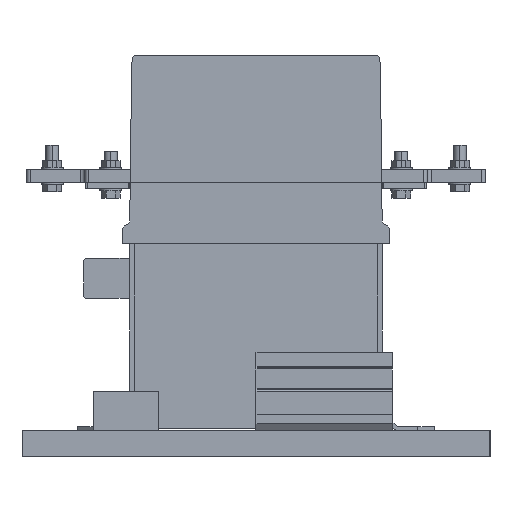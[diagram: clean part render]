
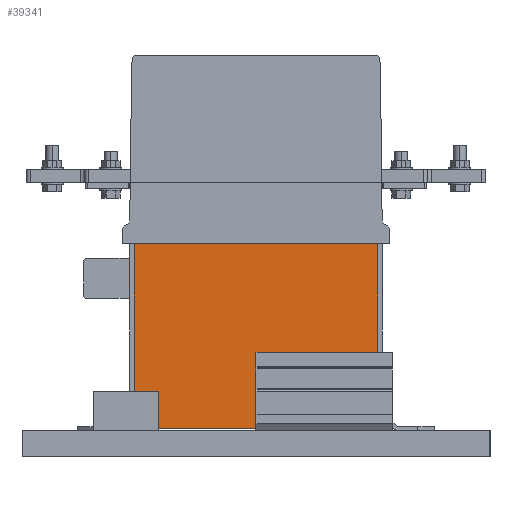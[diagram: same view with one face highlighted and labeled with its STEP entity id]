
A CAD part, left-side view. The second image highlights one B-rep face of the part: STEP entity #39341.
In plain terms, the highlighted planar face has unit normal (-1, 0, 0).
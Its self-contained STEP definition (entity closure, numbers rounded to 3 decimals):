
#39240=CARTESIAN_POINT('',(124.0,-93.767,163.884));
#39241=VERTEX_POINT('',#39240);
#39248=CARTESIAN_POINT('',(124.0,-93.767,21.617));
#39249=VERTEX_POINT('',#39248);
#39250=CARTESIAN_POINT('',(124.,-93.767,163.884));
#39251=DIRECTION('',(0.0,0.0,-1.0));
#39252=VECTOR('',#39251,142.268);
#39253=LINE('',#39250,#39252);
#39254=EDGE_CURVE('',#39241,#39249,#39253,.T.);
#39271=CARTESIAN_POINT('',(124.0,93.767,163.884));
#39272=VERTEX_POINT('',#39271);
#39279=CARTESIAN_POINT('',(124.0,93.767,163.884));
#39280=DIRECTION('',(0.0,-1.0,0.0));
#39281=VECTOR('',#39280,187.534);
#39282=LINE('',#39279,#39281);
#39283=EDGE_CURVE('',#39272,#39241,#39282,.T.);
#39296=CARTESIAN_POINT('',(124.0,93.767,21.617));
#39297=VERTEX_POINT('',#39296);
#39298=CARTESIAN_POINT('',(124.0,-93.767,21.617));
#39299=DIRECTION('',(0.0,1.0,0.0));
#39300=VECTOR('',#39299,187.534);
#39301=LINE('',#39298,#39300);
#39302=EDGE_CURVE('',#39249,#39297,#39301,.T.);
#39320=CARTESIAN_POINT('',(124.,93.767,21.617));
#39321=DIRECTION('',(0.0,0.0,1.0));
#39322=VECTOR('',#39321,142.268);
#39323=LINE('',#39320,#39322);
#39324=EDGE_CURVE('',#39297,#39272,#39323,.T.);
#39330=CARTESIAN_POINT('',(124.0,0.,92.75));
#39331=DIRECTION('',(-1.0,0.0,0.0));
#39332=DIRECTION('',(0.0,0.0,1.0));
#39333=AXIS2_PLACEMENT_3D('',#39330,#39331,#39332);
#39334=PLANE('',#39333);
#39335=ORIENTED_EDGE('',*,*,#39283,.F.);
#39336=ORIENTED_EDGE('',*,*,#39324,.F.);
#39337=ORIENTED_EDGE('',*,*,#39302,.F.);
#39338=ORIENTED_EDGE('',*,*,#39254,.F.);
#39339=EDGE_LOOP('',(#39335,#39336,#39337,#39338));
#39340=FACE_OUTER_BOUND('',#39339,.T.);
#39341=ADVANCED_FACE('',(#39340),#39334,.T.);
